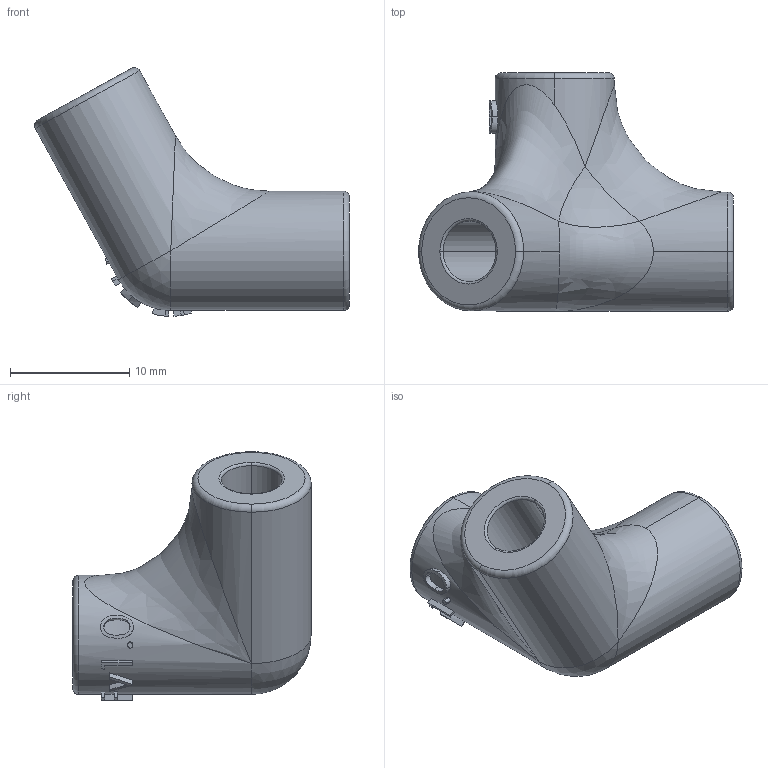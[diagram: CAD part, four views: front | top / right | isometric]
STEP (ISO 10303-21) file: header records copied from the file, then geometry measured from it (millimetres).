
FILE_DESCRIPTION (( 'STEP AP214' ), '1' );
FILE_NAME ('CornerJoint_TopFront.STEP', '2025-02-19T10:56:38', ( '' ), ( '' ), 'SwSTEP 2.0', 'SolidWorks 2023', '' );
FILE_SCHEMA (( 'AUTOMOTIVE_DESIGN' ));
Length unit declared in the file: millimetre
Products named in the file (1): CornerJoint_TopFront
Bounding box: 26.43 x 20 x 20.87 mm (x, y, z)
Volume: 2801.5 mm3; surface area: 1922.5 mm2
Topology: 1 solids, 1 shells, 92 faces, 216 edges, 133 vertices
Faces by surface type: plane 32, bspline 21, cylinder 19, torus 18, sphere 2
Entity records: 4843 total; most frequent: CARTESIAN_POINT 2857, ORIENTED_EDGE 426, DIRECTION 380, EDGE_CURVE 213, AXIS2_PLACEMENT_3D 162, VERTEX_POINT 133, EDGE_LOOP 102, FACE_OUTER_BOUND 92
